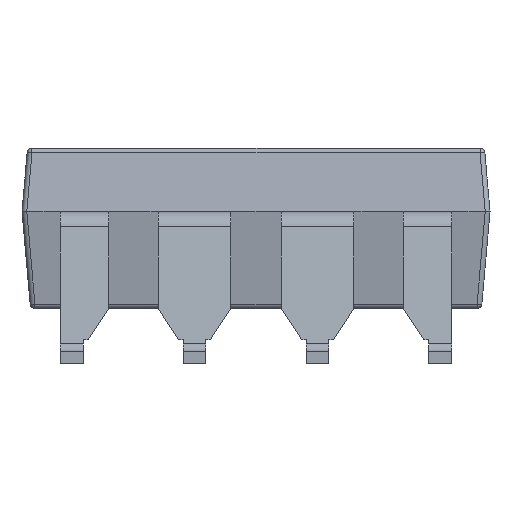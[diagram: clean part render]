
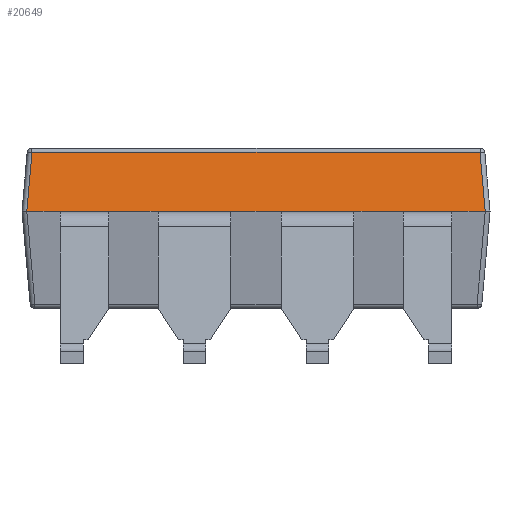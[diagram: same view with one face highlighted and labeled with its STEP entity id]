
A CAD part, front view. The second image highlights one B-rep face of the part: STEP entity #20649.
In plain terms, the highlighted planar face has unit normal (0, -0.985, 0.174).
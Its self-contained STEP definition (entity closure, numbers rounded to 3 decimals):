
#41 = CARTESIAN_POINT ( 'NONE',  ( -4.657, -3.033, 0.805 ) ) ;
#161 = LINE ( 'NONE', #7161, #7514 ) ;
#317 = EDGE_LOOP ( 'NONE', ( #19104, #11081, #5213, #10868, #21538, #11653, #2548, #9788, #3861, #1874, #12444, #21543, #12093, #16748 ) ) ;
#342 = DIRECTION ( 'NONE',  ( -1., 0., 0. ) ) ;
#612 = DIRECTION ( 'NONE',  ( -1., 0., 0. ) ) ;
#861 = LINE ( 'NONE', #15283, #15651 ) ;
#1012 = EDGE_CURVE ( 'NONE', #23331, #5338, #23422, .T. ) ;
#1383 = VECTOR ( 'NONE', #22358, 1000. ) ;
#1389 = LINE ( 'NONE', #23196, #4745 ) ;
#1728 = VERTEX_POINT ( 'NONE', #5410 ) ;
#1857 = DIRECTION ( 'NONE',  ( 0., 0.174, 0.985 ) ) ;
#1874 = ORIENTED_EDGE ( 'NONE', *, *, #13401, .F. ) ;
#1934 = VECTOR ( 'NONE', #342, 1000. ) ;
#2126 = VERTEX_POINT ( 'NONE', #21943 ) ;
#2244 = DIRECTION ( 'NONE',  ( 1., 0., 0. ) ) ;
#2261 = CARTESIAN_POINT ( 'NONE',  ( 4.826, -3.175, 0. ) ) ;
#2362 = VERTEX_POINT ( 'NONE', #5465 ) ;
#2487 = EDGE_CURVE ( 'NONE', #23331, #2126, #20595, .T. ) ;
#2548 = ORIENTED_EDGE ( 'NONE', *, *, #6676, .T. ) ;
#2700 = CARTESIAN_POINT ( 'NONE',  ( 4.826, -3.175, 0. ) ) ;
#2742 = EDGE_CURVE ( 'NONE', #14070, #10993, #13025, .T. ) ;
#3641 = DIRECTION ( 'NONE',  ( 0., 0.985, -0.174 ) ) ;
#3761 = CARTESIAN_POINT ( 'NONE',  ( 4.727, -3.175, 0. ) ) ;
#3764 = CARTESIAN_POINT ( 'NONE',  ( 4.826, -3.175, 0. ) ) ;
#3861 = ORIENTED_EDGE ( 'NONE', *, *, #15518, .T. ) ;
#3977 = LINE ( 'NONE', #17837, #22518 ) ;
#4257 = CARTESIAN_POINT ( 'NONE',  ( 4.727, -3.175, 0. ) ) ;
#4395 = DIRECTION ( 'NONE',  ( 1., 0., 0. ) ) ;
#4461 = EDGE_CURVE ( 'NONE', #7665, #21838, #13509, .T. ) ;
#4518 = CARTESIAN_POINT ( 'NONE',  ( 4.826, -3.175, 0. ) ) ;
#4745 = VECTOR ( 'NONE', #15832, 1000. ) ;
#5213 = ORIENTED_EDGE ( 'NONE', *, *, #10478, .F. ) ;
#5338 = VERTEX_POINT ( 'NONE', #17489 ) ;
#5344 = VECTOR ( 'NONE', #2244, 1000. ) ;
#5410 = CARTESIAN_POINT ( 'NONE',  ( -4.62, -2.96, 1.219 ) ) ;
#5465 = CARTESIAN_POINT ( 'NONE',  ( -4.727, -3.175, 0. ) ) ;
#6020 = EDGE_CURVE ( 'NONE', #6677, #1728, #1389, .T. ) ;
#6676 = EDGE_CURVE ( 'NONE', #14759, #10993, #11698, .T. ) ;
#6677 = VERTEX_POINT ( 'NONE', #7890 ) ;
#7040 = VECTOR ( 'NONE', #17781, 1000. ) ;
#7113 = CARTESIAN_POINT ( 'NONE',  ( 3.039, -3.175, 0. ) ) ;
#7161 = CARTESIAN_POINT ( 'NONE',  ( 4.728, -3.176, -0.008 ) ) ;
#7270 = LINE ( 'NONE', #41, #7040 ) ;
#7425 = CARTESIAN_POINT ( 'NONE',  ( 4.826, -3.175, 0. ) ) ;
#7514 = VECTOR ( 'NONE', #16487, 1000. ) ;
#7572 = CARTESIAN_POINT ( 'NONE',  ( 4.826, -3.175, 0. ) ) ;
#7665 = VERTEX_POINT ( 'NONE', #4257 ) ;
#7692 = LINE ( 'NONE', #11032, #5344 ) ;
#7890 = CARTESIAN_POINT ( 'NONE',  ( 4.62, -2.96, 1.219 ) ) ;
#7939 = AXIS2_PLACEMENT_3D ( 'NONE', #19843, #3641, #1857 ) ;
#8217 = DIRECTION ( 'NONE',  ( 1., 0., 0. ) ) ;
#8478 = VECTOR ( 'NONE', #22261, 1000. ) ;
#8650 = CARTESIAN_POINT ( 'NONE',  ( 0.52, -3.175, 0. ) ) ;
#8831 = VERTEX_POINT ( 'NONE', #3761 ) ;
#9788 = ORIENTED_EDGE ( 'NONE', *, *, #2742, .F. ) ;
#10116 = EDGE_CURVE ( 'NONE', #8831, #7665, #13631, .T. ) ;
#10119 = EDGE_CURVE ( 'NONE', #14759, #2126, #861, .T. ) ;
#10478 = EDGE_CURVE ( 'NONE', #5338, #2362, #3977, .T. ) ;
#10645 = PLANE ( 'NONE',  #7939 ) ;
#10868 = ORIENTED_EDGE ( 'NONE', *, *, #1012, .F. ) ;
#10970 = CARTESIAN_POINT ( 'NONE',  ( -4.039, -3.175, 0. ) ) ;
#10993 = VERTEX_POINT ( 'NONE', #13641 ) ;
#11032 = CARTESIAN_POINT ( 'NONE',  ( 4.826, -3.175, 0. ) ) ;
#11081 = ORIENTED_EDGE ( 'NONE', *, *, #17967, .T. ) ;
#11338 = CARTESIAN_POINT ( 'NONE',  ( 4.826, -3.175, 0. ) ) ;
#11524 = VECTOR ( 'NONE', #4395, 1000. ) ;
#11653 = ORIENTED_EDGE ( 'NONE', *, *, #10119, .F. ) ;
#11698 = LINE ( 'NONE', #2700, #1383 ) ;
#12093 = ORIENTED_EDGE ( 'NONE', *, *, #10116, .F. ) ;
#12444 = ORIENTED_EDGE ( 'NONE', *, *, #22373, .T. ) ;
#12591 = EDGE_CURVE ( 'NONE', #8831, #6677, #161, .T. ) ;
#12853 = VERTEX_POINT ( 'NONE', #18832 ) ;
#13025 = LINE ( 'NONE', #7572, #1934 ) ;
#13401 = EDGE_CURVE ( 'NONE', #16298, #12853, #18292, .T. ) ;
#13509 = LINE ( 'NONE', #15265, #8478 ) ;
#13631 = LINE ( 'NONE', #4518, #23260 ) ;
#13641 = CARTESIAN_POINT ( 'NONE',  ( -0.52, -3.175, 0. ) ) ;
#14070 = VERTEX_POINT ( 'NONE', #8650 ) ;
#14196 = FACE_OUTER_BOUND ( 'NONE', #317, .T. ) ;
#14749 = DIRECTION ( 'NONE',  ( -1., 0., 0. ) ) ;
#14759 = VERTEX_POINT ( 'NONE', #16541 ) ;
#15265 = CARTESIAN_POINT ( 'NONE',  ( 4.826, -3.175, 0. ) ) ;
#15283 = CARTESIAN_POINT ( 'NONE',  ( 4.826, -3.175, 0. ) ) ;
#15518 = EDGE_CURVE ( 'NONE', #14070, #12853, #7692, .T. ) ;
#15651 = VECTOR ( 'NONE', #612, 1000. ) ;
#15801 = VECTOR ( 'NONE', #22102, 1000. ) ;
#15832 = DIRECTION ( 'NONE',  ( -1., 0., 0. ) ) ;
#16298 = VERTEX_POINT ( 'NONE', #7113 ) ;
#16487 = DIRECTION ( 'NONE',  ( -0.086, 0.173, 0.981 ) ) ;
#16541 = CARTESIAN_POINT ( 'NONE',  ( -2.02, -3.175, 0. ) ) ;
#16748 = ORIENTED_EDGE ( 'NONE', *, *, #12591, .T. ) ;
#16908 = VECTOR ( 'NONE', #14749, 1000. ) ;
#17044 = CARTESIAN_POINT ( 'NONE',  ( 4.039, -3.175, 0. ) ) ;
#17489 = CARTESIAN_POINT ( 'NONE',  ( -4.727, -3.175, 0. ) ) ;
#17781 = DIRECTION ( 'NONE',  ( -0.086, -0.173, -0.981 ) ) ;
#17837 = CARTESIAN_POINT ( 'NONE',  ( 4.826, -3.175, 0. ) ) ;
#17967 = EDGE_CURVE ( 'NONE', #1728, #2362, #7270, .T. ) ;
#18292 = LINE ( 'NONE', #11338, #15801 ) ;
#18811 = DIRECTION ( 'NONE',  ( -1., 0., 0. ) ) ;
#18832 = CARTESIAN_POINT ( 'NONE',  ( 2.02, -3.175, 0. ) ) ;
#19104 = ORIENTED_EDGE ( 'NONE', *, *, #6020, .T. ) ;
#19843 = CARTESIAN_POINT ( 'NONE',  ( 4.826, -3.175, 0. ) ) ;
#20595 = LINE ( 'NONE', #2261, #11524 ) ;
#20649 = ADVANCED_FACE ( 'NONE', ( #14196 ), #10645, .F. ) ;
#21538 = ORIENTED_EDGE ( 'NONE', *, *, #2487, .T. ) ;
#21543 = ORIENTED_EDGE ( 'NONE', *, *, #4461, .F. ) ;
#21838 = VERTEX_POINT ( 'NONE', #17044 ) ;
#21943 = CARTESIAN_POINT ( 'NONE',  ( -3.039, -3.175, 0. ) ) ;
#22102 = DIRECTION ( 'NONE',  ( -1., 0., 0. ) ) ;
#22261 = DIRECTION ( 'NONE',  ( -1., 0., 0. ) ) ;
#22356 = VECTOR ( 'NONE', #8217, 1000. ) ;
#22358 = DIRECTION ( 'NONE',  ( 1., 0., 0. ) ) ;
#22373 = EDGE_CURVE ( 'NONE', #16298, #21838, #22546, .T. ) ;
#22518 = VECTOR ( 'NONE', #23440, 1000. ) ;
#22546 = LINE ( 'NONE', #3764, #22356 ) ;
#23196 = CARTESIAN_POINT ( 'NONE',  ( 4.826, -2.96, 1.219 ) ) ;
#23260 = VECTOR ( 'NONE', #18811, 1000. ) ;
#23331 = VERTEX_POINT ( 'NONE', #10970 ) ;
#23422 = LINE ( 'NONE', #7425, #16908 ) ;
#23440 = DIRECTION ( 'NONE',  ( -1., 0., 0. ) ) ;
